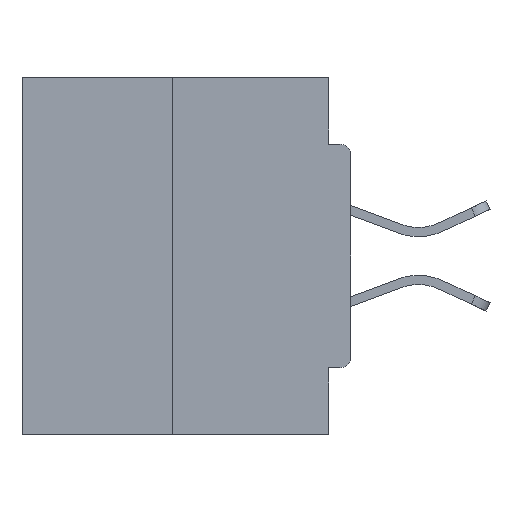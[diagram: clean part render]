
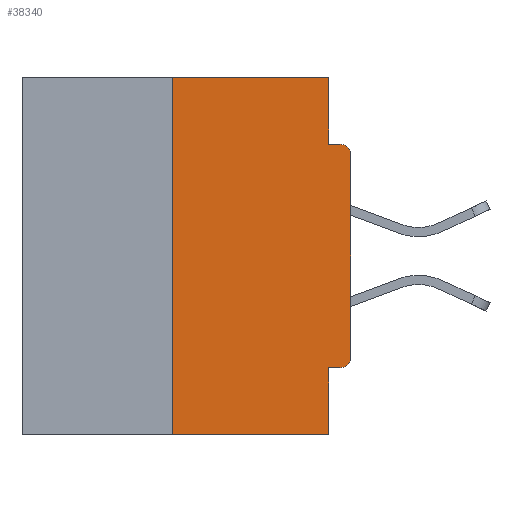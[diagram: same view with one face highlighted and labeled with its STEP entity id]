
A CAD part, left-side view. The second image highlights one B-rep face of the part: STEP entity #38340.
In plain terms, the highlighted planar face has unit normal (-1, 0, 0).
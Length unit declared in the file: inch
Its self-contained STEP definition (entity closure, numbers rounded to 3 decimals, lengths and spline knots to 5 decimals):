
#363 = VECTOR ( 'NONE', #25459, 39.37008 ) ;
#1670 = CARTESIAN_POINT ( 'NONE',  ( 0., 0.46, -0.5 ) ) ;
#2060 = CARTESIAN_POINT ( 'NONE',  ( 0., 0.25, 0. ) ) ;
#2160 = CARTESIAN_POINT ( 'NONE',  ( 0., 0., -0.4065 ) ) ;
#2201 = VERTEX_POINT ( 'NONE', #4758 ) ;
#2551 = VERTEX_POINT ( 'NONE', #39420 ) ;
#2975 = LINE ( 'NONE', #2160, #24489 ) ;
#3010 = DIRECTION ( 'NONE',  ( -1., 0., 0. ) ) ;
#3585 = VECTOR ( 'NONE', #34453, 39.37008 ) ;
#4569 = VERTEX_POINT ( 'NONE', #12505 ) ;
#4758 = CARTESIAN_POINT ( 'NONE',  ( 0., 0.031, -0.4065 ) ) ;
#4910 = CARTESIAN_POINT ( 'NONE',  ( 0., 0.031, -0.5 ) ) ;
#5072 = VERTEX_POINT ( 'NONE', #38893 ) ;
#6418 = DIRECTION ( 'NONE',  ( 0., 0., -1. ) ) ;
#7065 = EDGE_CURVE ( 'NONE', #2551, #34298, #20288, .T. ) ;
#7339 = CARTESIAN_POINT ( 'NONE',  ( 0., 0.031, 0. ) ) ;
#7390 = ORIENTED_EDGE ( 'NONE', *, *, #9884, .F. ) ;
#7863 = AXIS2_PLACEMENT_3D ( 'NONE', #8762, #37168, #14777 ) ;
#8096 = LINE ( 'NONE', #40997, #3585 ) ;
#8226 = DIRECTION ( 'NONE',  ( -1., 0., 0. ) ) ;
#8402 = CARTESIAN_POINT ( 'NONE',  ( 0., 0., 0. ) ) ;
#8762 = CARTESIAN_POINT ( 'NONE',  ( 0., 0.46, 0. ) ) ;
#8862 = ORIENTED_EDGE ( 'NONE', *, *, #35236, .T. ) ;
#9884 = EDGE_CURVE ( 'NONE', #2201, #16102, #36309, .T. ) ;
#10794 = EDGE_CURVE ( 'NONE', #12125, #5072, #40747, .T. ) ;
#11946 = DIRECTION ( 'NONE',  ( 0., 1., 0. ) ) ;
#12125 = VERTEX_POINT ( 'NONE', #29846 ) ;
#12505 = CARTESIAN_POINT ( 'NONE',  ( 0., 0.25, -0.5 ) ) ;
#12943 = ORIENTED_EDGE ( 'NONE', *, *, #21018, .T. ) ;
#14536 = LINE ( 'NONE', #28505, #363 ) ;
#14563 = ORIENTED_EDGE ( 'NONE', *, *, #28359, .F. ) ;
#14777 = DIRECTION ( 'NONE',  ( 0., 0., -1. ) ) ;
#15641 = CARTESIAN_POINT ( 'NONE',  ( 0., 0.015, -0.3915 ) ) ;
#16102 = VERTEX_POINT ( 'NONE', #4910 ) ;
#16166 = EDGE_CURVE ( 'NONE', #22375, #26151, #25512, .T. ) ;
#19151 = ORIENTED_EDGE ( 'NONE', *, *, #39283, .F. ) ;
#19169 = CARTESIAN_POINT ( 'NONE',  ( 0., 0.46, 0. ) ) ;
#19374 = CARTESIAN_POINT ( 'NONE',  ( 0., 0.015, -0.0935 ) ) ;
#20288 = CIRCLE ( 'NONE', #31360, 0.015 ) ;
#20430 = ORIENTED_EDGE ( 'NONE', *, *, #7065, .T. ) ;
#21018 = EDGE_CURVE ( 'NONE', #5072, #2551, #24947, .T. ) ;
#21718 = FACE_OUTER_BOUND ( 'NONE', #27984, .T. ) ;
#21782 = EDGE_CURVE ( 'NONE', #23409, #34298, #41316, .T. ) ;
#22375 = VERTEX_POINT ( 'NONE', #2060 ) ;
#22936 = VECTOR ( 'NONE', #26527, 39.37008 ) ;
#23409 = VERTEX_POINT ( 'NONE', #27062 ) ;
#24038 = VECTOR ( 'NONE', #28675, 39.37008 ) ;
#24421 = DIRECTION ( 'NONE',  ( 0., 0., 1. ) ) ;
#24489 = VECTOR ( 'NONE', #11946, 39.37008 ) ;
#24947 = LINE ( 'NONE', #8402, #38411 ) ;
#25459 = DIRECTION ( 'NONE',  ( 0., 0., 1. ) ) ;
#25512 = LINE ( 'NONE', #19169, #24038 ) ;
#26151 = VERTEX_POINT ( 'NONE', #7339 ) ;
#26279 = ORIENTED_EDGE ( 'NONE', *, *, #10794, .T. ) ;
#26527 = DIRECTION ( 'NONE',  ( 0., 0., -1. ) ) ;
#27007 = CARTESIAN_POINT ( 'NONE',  ( 0., 0.015, -0.1085 ) ) ;
#27062 = CARTESIAN_POINT ( 'NONE',  ( 0., 0.031, -0.0935 ) ) ;
#27087 = CARTESIAN_POINT ( 'NONE',  ( 0., 0., -0.0935 ) ) ;
#27984 = EDGE_LOOP ( 'NONE', ( #31877, #38977, #8862, #7390, #19151, #26279, #12943, #20430, #35409, #14563 ) ) ;
#28359 = EDGE_CURVE ( 'NONE', #26151, #23409, #8096, .T. ) ;
#28437 = LINE ( 'NONE', #1670, #40861 ) ;
#28505 = CARTESIAN_POINT ( 'NONE',  ( 0., 0.25, 0. ) ) ;
#28675 = DIRECTION ( 'NONE',  ( 0., -1., 0. ) ) ;
#29846 = CARTESIAN_POINT ( 'NONE',  ( 0., 0.015, -0.4065 ) ) ;
#30019 = CARTESIAN_POINT ( 'NONE',  ( 0., 0.031, -0.5 ) ) ;
#30760 = PLANE ( 'NONE',  #7863 ) ;
#31360 = AXIS2_PLACEMENT_3D ( 'NONE', #27007, #8226, #36323 ) ;
#31877 = ORIENTED_EDGE ( 'NONE', *, *, #16166, .F. ) ;
#34298 = VERTEX_POINT ( 'NONE', #19374 ) ;
#34453 = DIRECTION ( 'NONE',  ( 0., 0., -1. ) ) ;
#35236 = EDGE_CURVE ( 'NONE', #4569, #16102, #28437, .T. ) ;
#35409 = ORIENTED_EDGE ( 'NONE', *, *, #21782, .F. ) ;
#35440 = AXIS2_PLACEMENT_3D ( 'NONE', #15641, #3010, #6418 ) ;
#36309 = LINE ( 'NONE', #30019, #22936 ) ;
#36323 = DIRECTION ( 'NONE',  ( 0., 0., -1. ) ) ;
#36678 = DIRECTION ( 'NONE',  ( 0., -1., 0. ) ) ;
#37168 = DIRECTION ( 'NONE',  ( 1., 0., 0. ) ) ;
#38340 = ADVANCED_FACE ( 'NONE', ( #21718 ), #30760, .F. ) ;
#38411 = VECTOR ( 'NONE', #24421, 39.37008 ) ;
#38893 = CARTESIAN_POINT ( 'NONE',  ( 0., 0., -0.3915 ) ) ;
#38977 = ORIENTED_EDGE ( 'NONE', *, *, #39446, .F. ) ;
#39283 = EDGE_CURVE ( 'NONE', #12125, #2201, #2975, .T. ) ;
#39420 = CARTESIAN_POINT ( 'NONE',  ( 0., 0., -0.1085 ) ) ;
#39446 = EDGE_CURVE ( 'NONE', #4569, #22375, #14536, .T. ) ;
#39766 = DIRECTION ( 'NONE',  ( 0., -1., 0. ) ) ;
#39841 = VECTOR ( 'NONE', #39766, 39.37008 ) ;
#40747 = CIRCLE ( 'NONE', #35440, 0.015 ) ;
#40861 = VECTOR ( 'NONE', #36678, 39.37008 ) ;
#40997 = CARTESIAN_POINT ( 'NONE',  ( 0., 0.031, 0. ) ) ;
#41316 = LINE ( 'NONE', #27087, #39841 ) ;
